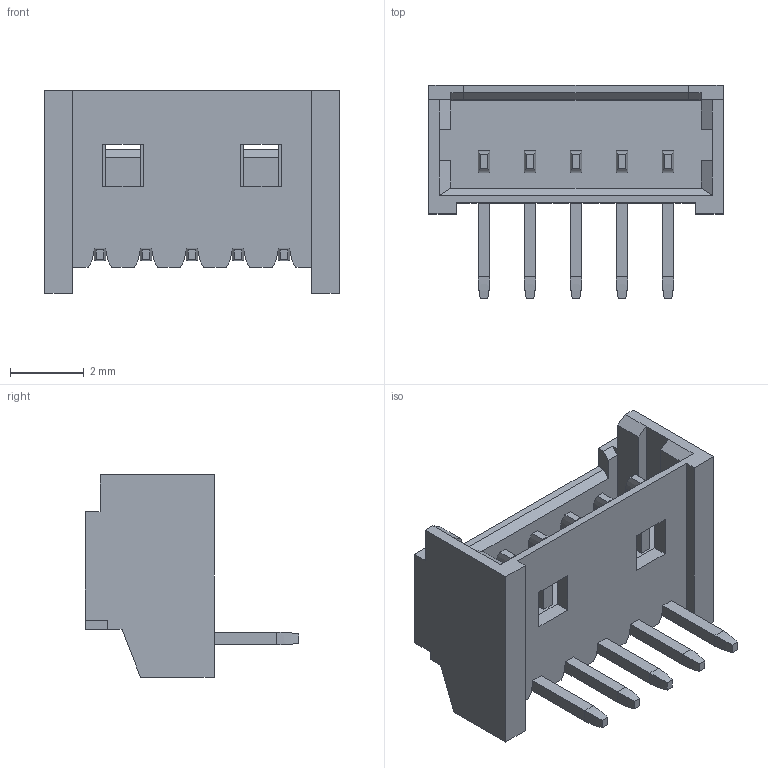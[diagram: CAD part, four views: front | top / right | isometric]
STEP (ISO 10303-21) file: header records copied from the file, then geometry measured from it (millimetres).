
FILE_DESCRIPTION (( 'STEP AP214' ), '1' );
FILE_NAME ('Picoblade_horizontal_5p.STEP', '2023-07-08T01:16:26', ( '' ), ( '' ), 'SwSTEP 2.0', 'SolidWorks 2020', '' );
FILE_SCHEMA (( 'AUTOMOTIVE_DESIGN' ));
Length unit declared in the file: millimetre
Products named in the file (2): Picoblade_horizontal_5p; 530480510
Assembly tree (1 placements, depth 2):
  Picoblade_horizontal_5p
    530480510
Bounding box: 8 x 5.8 x 5.5 mm (x, y, z)
Volume: 64.2 mm3; surface area: 248.1 mm2
Topology: 1 solids, 1 shells, 203 faces, 542 edges, 346 vertices
Faces by surface type: plane 158, bspline 40, cylinder 5
Entity records: 8257 total; most frequent: CARTESIAN_POINT 2295, ORIENTED_EDGE 1084, DIRECTION 846, EDGE_CURVE 542, VECTOR 492, LINE 492, VERTEX_POINT 346, EDGE_LOOP 212
